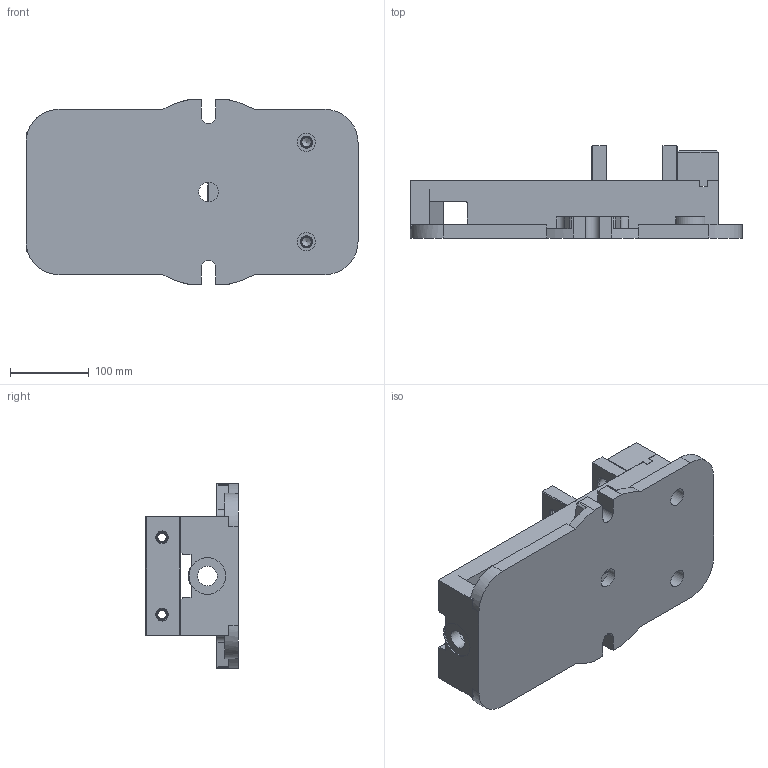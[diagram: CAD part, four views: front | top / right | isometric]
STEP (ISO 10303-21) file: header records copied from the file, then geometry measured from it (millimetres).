
FILE_DESCRIPTION(/* description */ (''),/* implementation_level */ '2;1');
FILE_NAME(/* name */ 'KemmlerViceSimple.stp',/* time_stamp */ '2023-05-16T15:13:35+02:00',/* author */ ('Benjamin'),/* organization */ (''),/* preprocessor_version */ 'ST-DEVELOPER v19.2',/* originating_system */ 'Autodesk Inventor 2024',/* authorisation */ '');
FILE_SCHEMA (('AUTOMOTIVE_DESIGN { 1 0 10303 214 3 1 1 }'));
Length unit declared in the file: millimetre
Products named in the file (4): KemmlerVice; ATL-60101; ATL608-前顎; ATL609-鉗口
Assembly tree (4 placements, depth 2):
  KemmlerVice
    ATL-60101
    ATL608-前顎
    ATL609-鉗口  x2
Bounding box: 422 x 117.52 x 235 mm (x, y, z)
Volume: 3243678.9 mm3; surface area: 449538 mm2
Topology: 4 solids, 4 shells, 241 faces, 671 edges, 436 vertices
Faces by surface type: plane 156, cylinder 64, cone 21
Full cylindrical faces by diameter (mm): 6.401 x6, 10.592 x2, 11.835 x2, 14 x4, 15.5 x2, 21 x4, 23 x2, 25 x2, 43.5 x1, 46.5 x1
Entity records: 7764 total; most frequent: CARTESIAN_POINT 1716, ORIENTED_EDGE 1254, DIRECTION 1203, EDGE_CURVE 627, LINE 437, VECTOR 437, VERTEX_POINT 410, AXIS2_PLACEMENT_3D 383
